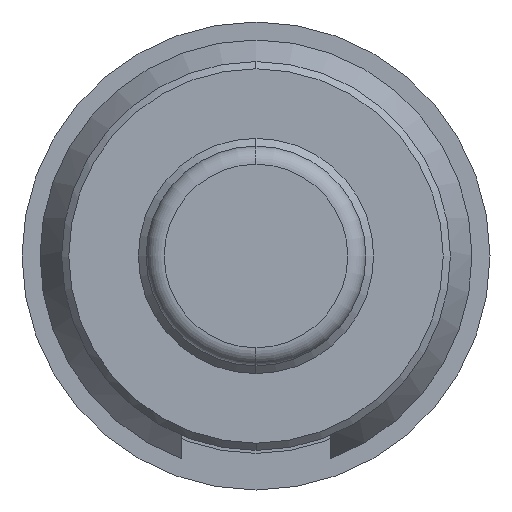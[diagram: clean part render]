
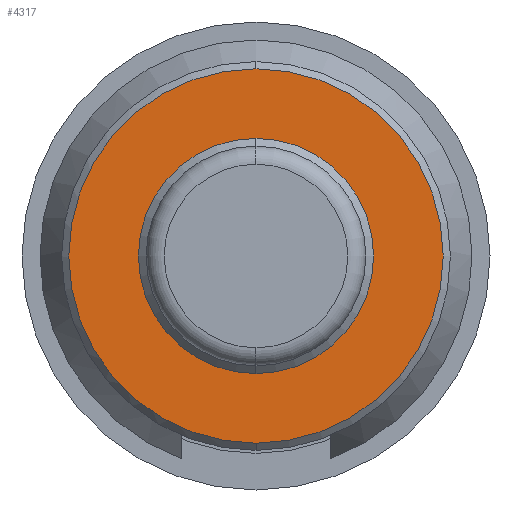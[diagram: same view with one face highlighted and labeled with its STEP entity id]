
A CAD part, left-side view. The second image highlights one B-rep face of the part: STEP entity #4317.
In plain terms, the highlighted planar face has unit normal (-1, 0, 0).
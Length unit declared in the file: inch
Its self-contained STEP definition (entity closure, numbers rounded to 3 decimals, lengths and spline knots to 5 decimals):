
#16 = FACE_BOUND ( 'NONE', #3204, .T. ) ;
#191 = DIRECTION ( 'NONE',  ( 0., 0., 1. ) ) ;
#224 = CIRCLE ( 'NONE', #3515, 0.078 ) ;
#374 = EDGE_CURVE ( 'NONE', #466, #4394, #1967, .T. ) ;
#398 = EDGE_CURVE ( 'NONE', #1391, #3561, #3682, .T. ) ;
#466 = VERTEX_POINT ( 'NONE', #3070 ) ;
#512 = ORIENTED_EDGE ( 'NONE', *, *, #3606, .F. ) ;
#828 = CARTESIAN_POINT ( 'NONE',  ( 0.086, 0., 0.078 ) ) ;
#909 = DIRECTION ( 'NONE',  ( -1., 0., 0. ) ) ;
#994 = CARTESIAN_POINT ( 'NONE',  ( 0.086, 0.049, 0. ) ) ;
#1038 = AXIS2_PLACEMENT_3D ( 'NONE', #994, #3419, #1344 ) ;
#1279 = CARTESIAN_POINT ( 'NONE',  ( 0.086, 0., -0.078 ) ) ;
#1317 = CARTESIAN_POINT ( 'NONE',  ( 0.086, 0., 0. ) ) ;
#1344 = DIRECTION ( 'NONE',  ( 0., 0., -1. ) ) ;
#1391 = VERTEX_POINT ( 'NONE', #1279 ) ;
#1479 = EDGE_LOOP ( 'NONE', ( #2970, #3982 ) ) ;
#1627 = AXIS2_PLACEMENT_3D ( 'NONE', #1317, #3719, #1659 ) ;
#1659 = DIRECTION ( 'NONE',  ( 0., 0., 1. ) ) ;
#1672 = PLANE ( 'NONE',  #1038 ) ;
#1967 = CIRCLE ( 'NONE', #3782, 0.049 ) ;
#2051 = CARTESIAN_POINT ( 'NONE',  ( 0.086, 0., -0.049 ) ) ;
#2211 = EDGE_CURVE ( 'NONE', #3561, #1391, #224, .T. ) ;
#2249 = CARTESIAN_POINT ( 'NONE',  ( 0.086, 0., 0. ) ) ;
#2502 = DIRECTION ( 'NONE',  ( 0., 0., 1. ) ) ;
#2517 = DIRECTION ( 'NONE',  ( -1., 0., 0. ) ) ;
#2963 = CARTESIAN_POINT ( 'NONE',  ( 0.086, 0., 0. ) ) ;
#2970 = ORIENTED_EDGE ( 'NONE', *, *, #2211, .T. ) ;
#3009 = CARTESIAN_POINT ( 'NONE',  ( 0.086, 0., 0. ) ) ;
#3063 = DIRECTION ( 'NONE',  ( -1., 0., 0. ) ) ;
#3070 = CARTESIAN_POINT ( 'NONE',  ( 0.086, 0., 0.049 ) ) ;
#3204 = EDGE_LOOP ( 'NONE', ( #3773, #512 ) ) ;
#3320 = DIRECTION ( 'NONE',  ( 0., 0., 1. ) ) ;
#3402 = CIRCLE ( 'NONE', #1627, 0.049 ) ;
#3419 = DIRECTION ( 'NONE',  ( 1., 0., 0. ) ) ;
#3515 = AXIS2_PLACEMENT_3D ( 'NONE', #2963, #909, #3320 ) ;
#3561 = VERTEX_POINT ( 'NONE', #828 ) ;
#3606 = EDGE_CURVE ( 'NONE', #4394, #466, #3402, .T. ) ;
#3682 = CIRCLE ( 'NONE', #4232, 0.078 ) ;
#3719 = DIRECTION ( 'NONE',  ( -1., 0., 0. ) ) ;
#3773 = ORIENTED_EDGE ( 'NONE', *, *, #374, .F. ) ;
#3782 = AXIS2_PLACEMENT_3D ( 'NONE', #2249, #2517, #2502 ) ;
#3982 = ORIENTED_EDGE ( 'NONE', *, *, #398, .T. ) ;
#4232 = AXIS2_PLACEMENT_3D ( 'NONE', #3009, #3063, #191 ) ;
#4317 = ADVANCED_FACE ( 'NONE', ( #16, #4328 ), #1672, .F. ) ;
#4328 = FACE_OUTER_BOUND ( 'NONE', #1479, .T. ) ;
#4394 = VERTEX_POINT ( 'NONE', #2051 ) ;
